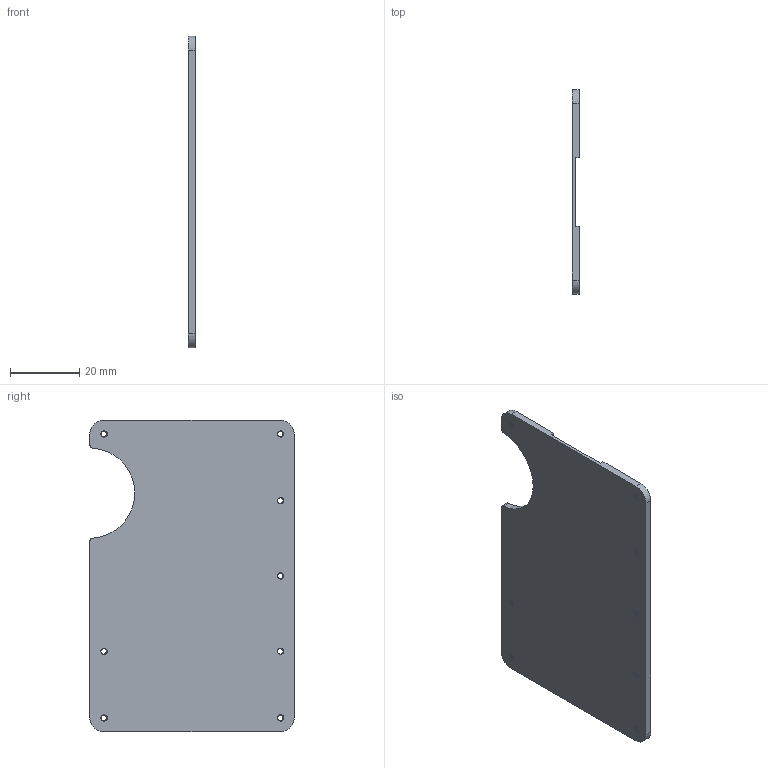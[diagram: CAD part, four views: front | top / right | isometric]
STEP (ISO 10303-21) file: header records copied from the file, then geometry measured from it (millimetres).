
FILE_DESCRIPTION(/* description */ (''),/* implementation_level */ '2;1');
FILE_NAME(/* name */ 'Komponente3.step',/* time_stamp */ '2023-02-23T22:40:46+01:00',/* author */ (''),/* organization */ (''),/* preprocessor_version */ 'ST-DEVELOPER v19.2',/* originating_system */ 'Autodesk Translation Framework v11.17.0.187',/* authorisation */ '');
FILE_SCHEMA (('AUTOMOTIVE_DESIGN { 1 0 10303 214 3 1 1 }'));
Length unit declared in the file: millimetre
Products named in the file (1): Prototype 1_Komponente3
Bounding box: 2.1 x 59 x 90 mm (x, y, z)
Volume: 7513.5 mm3; surface area: 10940.1 mm2
Topology: 1 solids, 1 shells, 181 faces, 535 edges, 356 vertices
Faces by surface type: cylinder 119, bspline 32, plane 30
Full cylindrical faces by diameter (mm): 1.623 x24, 2.074 x16
Entity records: 13281 total; most frequent: CARTESIAN_POINT 8922, ORIENTED_EDGE 1070, DIRECTION 642, EDGE_CURVE 535, VERTEX_POINT 356, B_SPLINE_CURVE_WITH_KNOTS 264, AXIS2_PLACEMENT_3D 221, LINE 200
